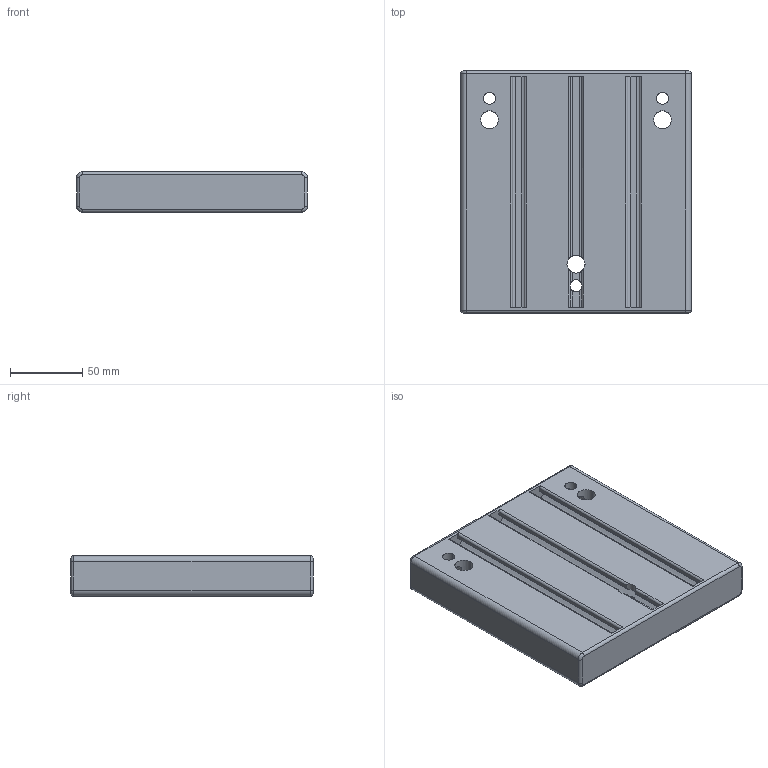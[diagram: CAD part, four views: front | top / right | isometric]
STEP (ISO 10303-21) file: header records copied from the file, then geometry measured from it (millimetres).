
FILE_DESCRIPTION (( 'STEP AP203' ), '1' );
FILE_NAME ('283500500_c_1.STEP', '2023-01-23T02:47:00', ( '' ), ( '' ), 'SwSTEP 2.0', 'SolidWorks 2014', '' );
FILE_SCHEMA (( 'CONFIG_CONTROL_DESIGN' ));
Length unit declared in the file: millimetre
Products named in the file (1): 283500500_c_1
Bounding box: 160 x 168 x 28 mm (x, y, z)
Volume: 528039.2 mm3; surface area: 139963.8 mm2
Topology: 1 solids, 5 shells, 251 faces, 686 edges, 452 vertices
Faces by surface type: cylinder 156, plane 87, torus 8
Entity records: 9661 total; most frequent: CARTESIAN_POINT 3180, ORIENTED_EDGE 1372, DIRECTION 1314, EDGE_CURVE 686, AXIS2_PLACEMENT_3D 486, VERTEX_POINT 452, VECTOR 342, LINE 342
